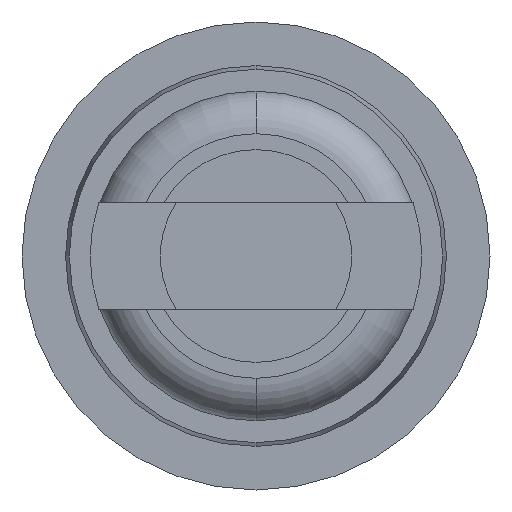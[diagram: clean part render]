
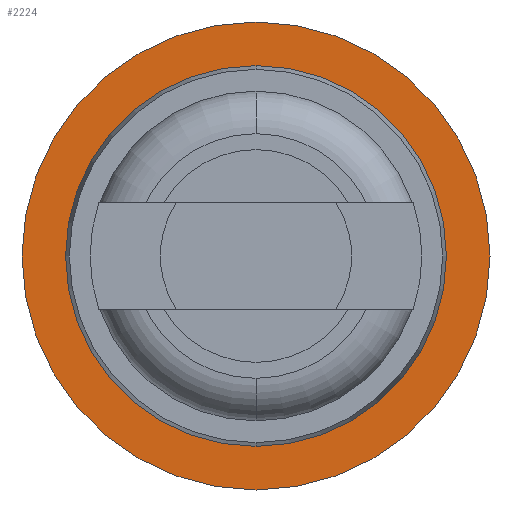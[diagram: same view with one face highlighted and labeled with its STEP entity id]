
A CAD part, front view. The second image highlights one B-rep face of the part: STEP entity #2224.
In plain terms, the highlighted planar face has unit normal (0, -1, 0).
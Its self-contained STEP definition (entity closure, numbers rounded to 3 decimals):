
#42 = CIRCLE ( 'NONE', #10213, 0.895 ) ;
#245 = CARTESIAN_POINT ( 'NONE',  ( 0., -27.5, 0. ) ) ;
#662 = EDGE_CURVE ( 'Defeature ausgef�hrt1_3+Defeature ausgef�hrt1_4+Defeature ausgef�hrt1_4+Defeature ausgef�hrt1_4', #5604, #3233, #7268, .T. ) ;
#1039 = ORIENTED_EDGE ( 'NONE', *, *, #3653, .F. ) ;
#1795 = CARTESIAN_POINT ( 'NONE',  ( 0., -27.5, -1.1 ) ) ;
#2116 = ORIENTED_EDGE ( 'NONE', *, *, #662, .T. ) ;
#2224 = ADVANCED_FACE ( 'Defeature ausgef�hrt1_3', ( #7191, #6698 ), #10913, .T. ) ;
#2521 = CIRCLE ( 'NONE', #3132, 0.895 ) ;
#3078 = VERTEX_POINT ( 'NONE', #10335 ) ;
#3104 = DIRECTION ( 'NONE',  ( 0., 0., -1. ) ) ;
#3132 = AXIS2_PLACEMENT_3D ( 'NONE', #7034, #5071, #6161 ) ;
#3233 = VERTEX_POINT ( 'NONE', #1795 ) ;
#3398 = VERTEX_POINT ( 'NONE', #3733 ) ;
#3518 = ORIENTED_EDGE ( 'NONE', *, *, #5142, .F. ) ;
#3573 = AXIS2_PLACEMENT_3D ( 'NONE', #245, #4379, #7168 ) ;
#3653 = EDGE_CURVE ( 'Defeature ausgef�hrt1_2+Defeature ausgef�hrt1_3+Defeature ausgef�hrt1_3+Defeature ausgef�hrt1_3', #3078, #3398, #2521, .T. ) ;
#3733 = CARTESIAN_POINT ( 'NONE',  ( 0., -27.5, -0.895 ) ) ;
#3871 = ORIENTED_EDGE ( 'NONE', *, *, #4051, .T. ) ;
#4051 = EDGE_CURVE ( 'Defeature ausgef�hrt1_3+Defeature ausgef�hrt1_4+Defeature ausgef�hrt1_4+Defeature ausgef�hrt1_4', #3233, #5604, #9782, .T. ) ;
#4379 = DIRECTION ( 'NONE',  ( 0., -1., 0. ) ) ;
#4493 = DIRECTION ( 'NONE',  ( 0., -1., 0. ) ) ;
#5071 = DIRECTION ( 'NONE',  ( 0., -1., 0. ) ) ;
#5142 = EDGE_CURVE ( 'Defeature ausgef�hrt1_2+Defeature ausgef�hrt1_3+Defeature ausgef�hrt1_3+Defeature ausgef�hrt1_3', #3398, #3078, #42, .T. ) ;
#5604 = VERTEX_POINT ( 'NONE', #8777 ) ;
#5960 = CARTESIAN_POINT ( 'NONE',  ( 0.895, -27.5, 0. ) ) ;
#6036 = AXIS2_PLACEMENT_3D ( 'NONE', #7468, #6627, #9422 ) ;
#6161 = DIRECTION ( 'NONE',  ( 0., 0., -1. ) ) ;
#6539 = EDGE_LOOP ( 'NONE', ( #3871, #2116 ) ) ;
#6627 = DIRECTION ( 'NONE',  ( 0., -1., 0. ) ) ;
#6646 = EDGE_LOOP ( 'NONE', ( #3518, #1039 ) ) ;
#6698 = FACE_BOUND ( 'NONE', #6646, .T. ) ;
#7034 = CARTESIAN_POINT ( 'NONE',  ( 0., -27.5, 0. ) ) ;
#7168 = DIRECTION ( 'NONE',  ( 0., 0., -1. ) ) ;
#7191 = FACE_OUTER_BOUND ( 'NONE', #6539, .T. ) ;
#7268 = CIRCLE ( 'NONE', #3573, 1.1 ) ;
#7468 = CARTESIAN_POINT ( 'NONE',  ( 0., -27.5, 0. ) ) ;
#8487 = DIRECTION ( 'NONE',  ( 0., 0., -1. ) ) ;
#8777 = CARTESIAN_POINT ( 'NONE',  ( 0., -27.5, 1.1 ) ) ;
#9045 = DIRECTION ( 'NONE',  ( 0., -1., 0. ) ) ;
#9422 = DIRECTION ( 'NONE',  ( 0., 0., -1. ) ) ;
#9782 = CIRCLE ( 'NONE', #6036, 1.1 ) ;
#10213 = AXIS2_PLACEMENT_3D ( 'NONE', #10567, #4493, #8487 ) ;
#10335 = CARTESIAN_POINT ( 'NONE',  ( 0., -27.5, 0.895 ) ) ;
#10567 = CARTESIAN_POINT ( 'NONE',  ( 0., -27.5, 0. ) ) ;
#10706 = AXIS2_PLACEMENT_3D ( 'NONE', #5960, #9045, #3104 ) ;
#10913 = PLANE ( 'NONE',  #10706 ) ;
